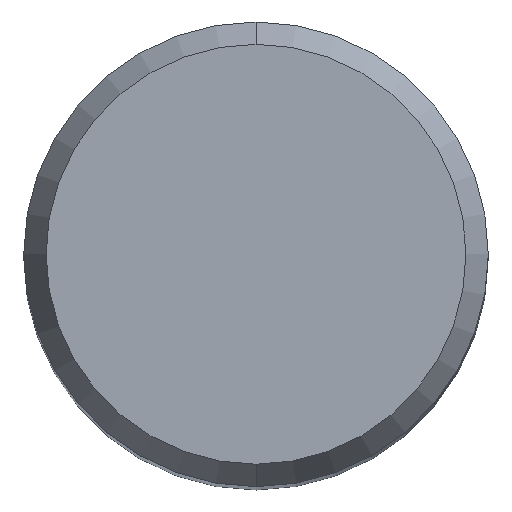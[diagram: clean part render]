
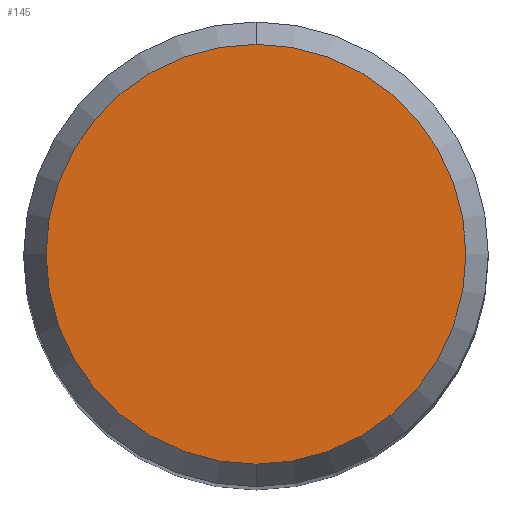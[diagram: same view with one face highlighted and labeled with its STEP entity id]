
A CAD part, top view. The second image highlights one B-rep face of the part: STEP entity #145.
In plain terms, the highlighted planar face has unit normal (0, 0, 1).
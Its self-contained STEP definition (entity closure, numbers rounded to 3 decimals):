
#89=VERTEX_POINT('',#217);
#93=EDGE_CURVE('',#89,#185,#222,.T.);
#145=ADVANCED_FACE('',(#279),#280,.T.);
#181=EDGE_CURVE('',#185,#89,#321,.T.);
#185=VERTEX_POINT('',#326);
#217=CARTESIAN_POINT('',(0.,-4.304,0.01));
#222=CIRCLE('',#356,4.304);
#279=FACE_OUTER_BOUND('',#429,.T.);
#280=PLANE('',#430);
#321=CIRCLE('',#484,4.304);
#326=CARTESIAN_POINT('',(0.0,4.304,0.01));
#356=AXIS2_PLACEMENT_3D('',#517,#518,#519);
#429=EDGE_LOOP('',(#578,#579));
#430=AXIS2_PLACEMENT_3D('',#580,#581,#582);
#484=AXIS2_PLACEMENT_3D('',#642,#643,#644);
#517=CARTESIAN_POINT('',(0.0,0.0,0.01));
#518=DIRECTION('',(0.0,0.0,-1.0));
#519=DIRECTION('',(0.0,1.0,0.0));
#578=ORIENTED_EDGE('',*,*,#181,.F.);
#579=ORIENTED_EDGE('',*,*,#93,.F.);
#580=CARTESIAN_POINT('',(0.0,2.152,0.01));
#581=DIRECTION('',(-0.0,0.0,1.0));
#582=DIRECTION('',(0.0,-1.0,0.0));
#642=CARTESIAN_POINT('',(0.0,0.0,0.01));
#643=DIRECTION('',(0.0,0.0,-1.0));
#644=DIRECTION('',(0.0,1.0,0.0));
